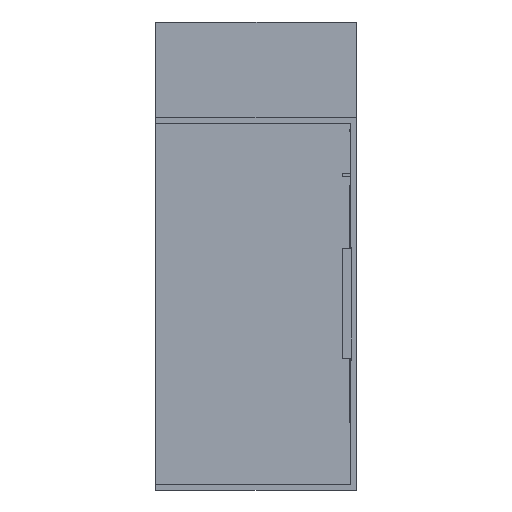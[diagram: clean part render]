
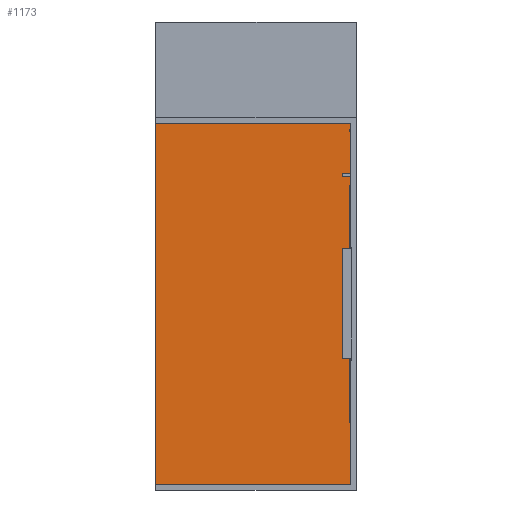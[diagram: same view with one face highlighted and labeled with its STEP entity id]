
A CAD part, front view. The second image highlights one B-rep face of the part: STEP entity #1173.
In plain terms, the highlighted planar face has unit normal (0, -1, 0).
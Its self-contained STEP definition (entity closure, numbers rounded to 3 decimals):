
#42 = ORIENTED_EDGE ( 'NONE', *, *, #578, .T. ) ;
#47 = DIRECTION ( 'NONE',  ( -1., 0., 0. ) ) ;
#48 = CARTESIAN_POINT ( 'NONE',  ( 71., 65.65, -8. ) ) ;
#167 = LINE ( 'NONE', #380, #797 ) ;
#233 = LINE ( 'NONE', #565, #1139 ) ;
#282 = FACE_OUTER_BOUND ( 'NONE', #716, .T. ) ;
#306 = CARTESIAN_POINT ( 'NONE',  ( 0., 65.65, 160. ) ) ;
#347 = EDGE_CURVE ( 'NONE', #489, #865, #233, .T. ) ;
#380 = CARTESIAN_POINT ( 'NONE',  ( 0., 65.65, 160. ) ) ;
#429 = LINE ( 'NONE', #306, #1300 ) ;
#489 = VERTEX_POINT ( 'NONE', #1092 ) ;
#500 = DIRECTION ( 'NONE',  ( 1., 0., 0. ) ) ;
#520 = ORIENTED_EDGE ( 'NONE', *, *, #347, .T. ) ;
#565 = CARTESIAN_POINT ( 'NONE',  ( 70.5, 65.65, -8. ) ) ;
#578 = EDGE_CURVE ( 'NONE', #663, #489, #429, .T. ) ;
#594 = DIRECTION ( 'NONE',  ( 0., 0., -1. ) ) ;
#621 = VERTEX_POINT ( 'NONE', #654 ) ;
#654 = CARTESIAN_POINT ( 'NONE',  ( 71., 65.65, 160. ) ) ;
#662 = DIRECTION ( 'NONE',  ( 0., 0., -1. ) ) ;
#663 = VERTEX_POINT ( 'NONE', #1033 ) ;
#671 = VECTOR ( 'NONE', #594, 1000. ) ;
#716 = EDGE_LOOP ( 'NONE', ( #42, #520, #957, #1302 ) ) ;
#797 = VECTOR ( 'NONE', #500, 1000. ) ;
#820 = AXIS2_PLACEMENT_3D ( 'NONE', #1079, #1097, #47 ) ;
#865 = VERTEX_POINT ( 'NONE', #48 ) ;
#957 = ORIENTED_EDGE ( 'NONE', *, *, #1501, .F. ) ;
#965 = CARTESIAN_POINT ( 'NONE',  ( 71., 65.65, 160. ) ) ;
#1033 = CARTESIAN_POINT ( 'NONE',  ( 0., 65.65, 160. ) ) ;
#1079 = CARTESIAN_POINT ( 'NONE',  ( 70.5, 65.65, 160. ) ) ;
#1092 = CARTESIAN_POINT ( 'NONE',  ( 0., 65.65, -8. ) ) ;
#1097 = DIRECTION ( 'NONE',  ( 0., 1., 0. ) ) ;
#1139 = VECTOR ( 'NONE', #1165, 1000. ) ;
#1165 = DIRECTION ( 'NONE',  ( 1., 0., 0. ) ) ;
#1173 = ADVANCED_FACE ( 'NONE', ( #282 ), #1309, .F. ) ;
#1300 = VECTOR ( 'NONE', #662, 1000. ) ;
#1302 = ORIENTED_EDGE ( 'NONE', *, *, #1468, .F. ) ;
#1309 = PLANE ( 'NONE',  #820 ) ;
#1446 = LINE ( 'NONE', #965, #671 ) ;
#1468 = EDGE_CURVE ( 'NONE', #663, #621, #167, .T. ) ;
#1501 = EDGE_CURVE ( 'NONE', #621, #865, #1446, .T. ) ;
